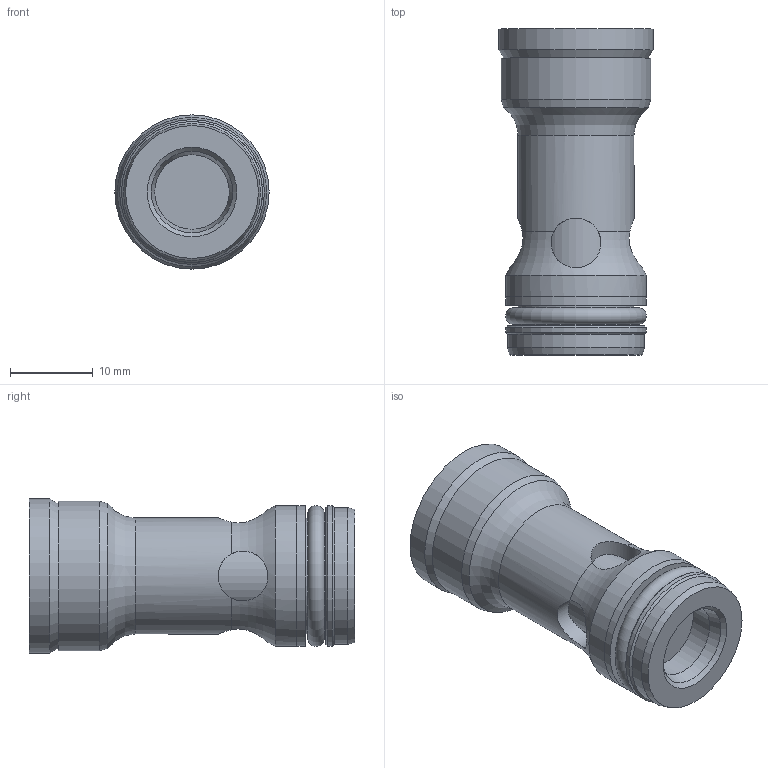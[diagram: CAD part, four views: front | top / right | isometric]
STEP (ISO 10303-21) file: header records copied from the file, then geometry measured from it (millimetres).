
FILE_DESCRIPTION(/* description */ (''),/* implementation_level */ '2;1');
FILE_NAME(/* name */ 'M-SR10插入式单向阀.prt.stp',/* time_stamp */ '2022-03-30T19:10:14+08:00',/* author */ (''),/* organization */ (''),/* preprocessor_version */ 'ST-DEVELOPER v16.7',/* originating_system */ 'SIEMENS PLM Software NX 12.0',/* authorisation */ '');
FILE_SCHEMA (('AUTOMOTIVE_DESIGN { 1 0 10303 214 3 1 1 1 }'));
Length unit declared in the file: millimetre
Products named in the file (1): M-SR10插入式单向阀
Bounding box: 18.6 x 39.3 x 18.6 mm (x, y, z)
Volume: 7122.5 mm3; surface area: 4221.8 mm2
Topology: 4 solids, 4 shells, 43 faces, 93 edges, 58 vertices
Faces by surface type: cylinder 18, plane 13, cone 9, torus 3
Full cylindrical faces by diameter (mm): 3 x1, 5.4 x1, 6 x4, 9 x1, 10 x1, 10.3 x1, 13.9 x2, 14 x1, 16.5 x1, 17 x3, 18 x1, 18.6 x1
Entity records: 1466 total; most frequent: CARTESIAN_POINT 640, DIRECTION 168, ORIENTED_EDGE 104, EDGE_LOOP 86, FACE_BOUND 85, AXIS2_PLACEMENT_3D 84, EDGE_CURVE 52, VERTEX_POINT 49
